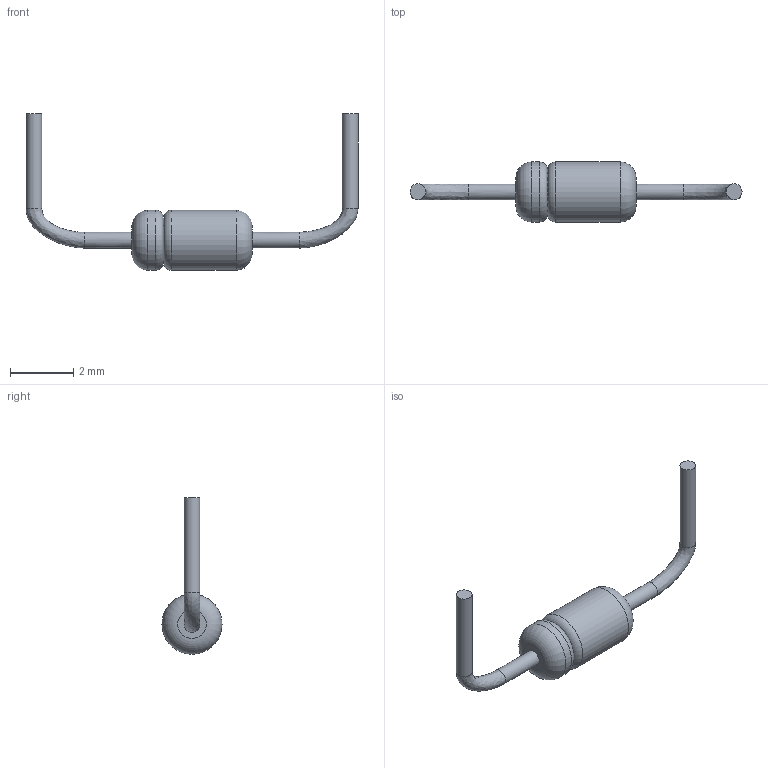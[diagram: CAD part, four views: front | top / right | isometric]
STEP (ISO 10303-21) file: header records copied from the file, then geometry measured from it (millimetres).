
FILE_DESCRIPTION(('STEP AP214'), '1');
FILE_NAME('Package_KD-2', '2019-03-22T12:45:18', ('MOTOR'), (''), 'ASCON STEP Converter 1.3', 'ASCON Math Kernel', '');
FILE_SCHEMA(('AUTOMOTIVE_DESIGN { 1 0 10303 214 3 1 1}'));
Length unit declared in the file: millimetre
Bounding box: 10.5 x 1.9 x 4.95 mm (x, y, z)
Volume: 12.6 mm3; surface area: 47.3 mm2
Topology: 1 solids, 1 shells, 16 faces, 29 edges, 17 vertices
Faces by surface type: bspline 4, cylinder 4, plane 4, torus 4
Full cylindrical faces by diameter (mm): 0.5 x2, 1.9 x2
Entity records: 1258 total; most frequent: CARTESIAN_POINT 815, DIRECTION 60, ORIENTED_EDGE 34, AXIS2_PLACEMENT_3D 30, EDGE_LOOP 30, FACE_OUTER_BOUND 20, COLOUR_RGB 17, FILL_AREA_STYLE_COLOUR 17
